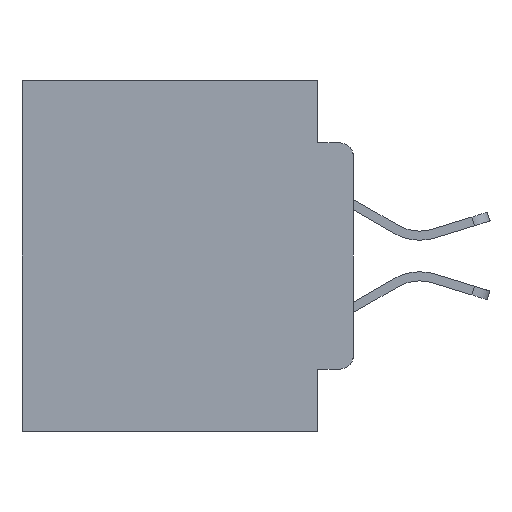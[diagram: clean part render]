
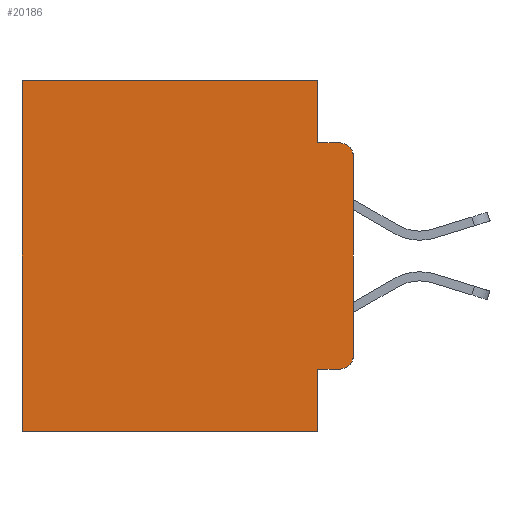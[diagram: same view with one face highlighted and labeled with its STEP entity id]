
A CAD part, left-side view. The second image highlights one B-rep face of the part: STEP entity #20186.
In plain terms, the highlighted planar face has unit normal (-1, 0, 0).
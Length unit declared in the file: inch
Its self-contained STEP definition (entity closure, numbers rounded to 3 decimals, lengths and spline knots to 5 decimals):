
#661 = ORIENTED_EDGE ( 'NONE', *, *, #12356, .T. ) ;
#1533 = LINE ( 'NONE', #6756, #22898 ) ;
#1842 = VERTEX_POINT ( 'NONE', #8497 ) ;
#1878 = ORIENTED_EDGE ( 'NONE', *, *, #8442, .T. ) ;
#2297 = CARTESIAN_POINT ( 'NONE',  ( 0.298, 0.051, -0.0885 ) ) ;
#2483 = CARTESIAN_POINT ( 'NONE',  ( 0.298, 0.02, -0.3915 ) ) ;
#3032 = EDGE_CURVE ( 'NONE', #1842, #9503, #22862, .T. ) ;
#3141 = FACE_OUTER_BOUND ( 'NONE', #16346, .T. ) ;
#3373 = EDGE_CURVE ( 'NONE', #19802, #6912, #20859, .T. ) ;
#3661 = VERTEX_POINT ( 'NONE', #22023 ) ;
#3811 = CARTESIAN_POINT ( 'NONE',  ( 0.298, 0.051, -0.5 ) ) ;
#3863 = LINE ( 'NONE', #14363, #20018 ) ;
#4304 = LINE ( 'NONE', #11920, #18518 ) ;
#4350 = DIRECTION ( 'NONE',  ( 0., 0., -1. ) ) ;
#4612 = CARTESIAN_POINT ( 'NONE',  ( 0.298, 0.051, -0.4115 ) ) ;
#4755 = CARTESIAN_POINT ( 'NONE',  ( 0.298, 0.051, 0. ) ) ;
#4990 = DIRECTION ( 'NONE',  ( 1., 0., 0. ) ) ;
#5402 = ORIENTED_EDGE ( 'NONE', *, *, #15848, .F. ) ;
#5403 = VECTOR ( 'NONE', #6658, 39.37008 ) ;
#5601 = VECTOR ( 'NONE', #15193, 39.37008 ) ;
#5804 = CARTESIAN_POINT ( 'NONE',  ( 0.298, 0.473, 0. ) ) ;
#6137 = EDGE_CURVE ( 'NONE', #22098, #19802, #13538, .T. ) ;
#6564 = CARTESIAN_POINT ( 'NONE',  ( 0.298, 0., 0. ) ) ;
#6658 = DIRECTION ( 'NONE',  ( 0., 1., 0. ) ) ;
#6756 = CARTESIAN_POINT ( 'NONE',  ( 0.298, 0.473, 0. ) ) ;
#6875 = LINE ( 'NONE', #6564, #25252 ) ;
#6912 = VERTEX_POINT ( 'NONE', #20306 ) ;
#7065 = CIRCLE ( 'NONE', #8205, 0.02 ) ;
#8032 = DIRECTION ( 'NONE',  ( 0., -1., 0. ) ) ;
#8205 = AXIS2_PLACEMENT_3D ( 'NONE', #2483, #15489, #23452 ) ;
#8442 = EDGE_CURVE ( 'NONE', #9503, #6912, #1533, .T. ) ;
#8497 = CARTESIAN_POINT ( 'NONE',  ( 0.298, 0.051, 0. ) ) ;
#9034 = DIRECTION ( 'NONE',  ( 0., 0., -1. ) ) ;
#9503 = VERTEX_POINT ( 'NONE', #5804 ) ;
#9643 = CIRCLE ( 'NONE', #21248, 0.02 ) ;
#9655 = ORIENTED_EDGE ( 'NONE', *, *, #3032, .T. ) ;
#10035 = ORIENTED_EDGE ( 'NONE', *, *, #23869, .F. ) ;
#10586 = DIRECTION ( 'NONE',  ( 0., 0., -1. ) ) ;
#11698 = VECTOR ( 'NONE', #22456, 39.37008 ) ;
#11920 = CARTESIAN_POINT ( 'NONE',  ( 0.298, 0.051, -0.0885 ) ) ;
#12114 = CARTESIAN_POINT ( 'NONE',  ( 0.298, 0.051, -0.4115 ) ) ;
#12185 = CARTESIAN_POINT ( 'NONE',  ( 0.298, 0., 0. ) ) ;
#12356 = EDGE_CURVE ( 'NONE', #22098, #21256, #24547, .T. ) ;
#13170 = AXIS2_PLACEMENT_3D ( 'NONE', #13586, #4990, #26122 ) ;
#13408 = VECTOR ( 'NONE', #8032, 39.37008 ) ;
#13457 = EDGE_CURVE ( 'NONE', #21256, #22170, #7065, .T. ) ;
#13538 = LINE ( 'NONE', #4755, #5601 ) ;
#13586 = CARTESIAN_POINT ( 'NONE',  ( 0.298, 0., 0. ) ) ;
#13734 = DIRECTION ( 'NONE',  ( -1., 0., 0. ) ) ;
#13872 = ORIENTED_EDGE ( 'NONE', *, *, #6137, .F. ) ;
#14363 = CARTESIAN_POINT ( 'NONE',  ( 0.298, 0.051, 0. ) ) ;
#15193 = DIRECTION ( 'NONE',  ( 0., 0., -1. ) ) ;
#15326 = CARTESIAN_POINT ( 'NONE',  ( 0.298, 0., -0.3915 ) ) ;
#15489 = DIRECTION ( 'NONE',  ( -1., 0., 0. ) ) ;
#15848 = EDGE_CURVE ( 'NONE', #20609, #18205, #4304, .T. ) ;
#16010 = DIRECTION ( 'NONE',  ( 0., -1., 0. ) ) ;
#16346 = EDGE_LOOP ( 'NONE', ( #26209, #18212, #5402, #10035, #9655, #1878, #21268, #13872, #661, #18309 ) ) ;
#18091 = EDGE_CURVE ( 'NONE', #3661, #22170, #6875, .T. ) ;
#18205 = VERTEX_POINT ( 'NONE', #21932 ) ;
#18212 = ORIENTED_EDGE ( 'NONE', *, *, #21093, .T. ) ;
#18309 = ORIENTED_EDGE ( 'NONE', *, *, #13457, .T. ) ;
#18518 = VECTOR ( 'NONE', #16010, 39.37008 ) ;
#19633 = PLANE ( 'NONE',  #13170 ) ;
#19802 = VERTEX_POINT ( 'NONE', #3811 ) ;
#20018 = VECTOR ( 'NONE', #10586, 39.37008 ) ;
#20149 = CARTESIAN_POINT ( 'NONE',  ( 0.298, 0.02, -0.1085 ) ) ;
#20186 = ADVANCED_FACE ( 'NONE', ( #3141 ), #19633, .F. ) ;
#20306 = CARTESIAN_POINT ( 'NONE',  ( 0.298, 0.473, -0.5 ) ) ;
#20609 = VERTEX_POINT ( 'NONE', #2297 ) ;
#20859 = LINE ( 'NONE', #21206, #5403 ) ;
#21093 = EDGE_CURVE ( 'NONE', #3661, #18205, #9643, .T. ) ;
#21206 = CARTESIAN_POINT ( 'NONE',  ( 0.298, 0., -0.5 ) ) ;
#21248 = AXIS2_PLACEMENT_3D ( 'NONE', #20149, #13734, #26449 ) ;
#21256 = VERTEX_POINT ( 'NONE', #24697 ) ;
#21268 = ORIENTED_EDGE ( 'NONE', *, *, #3373, .F. ) ;
#21932 = CARTESIAN_POINT ( 'NONE',  ( 0.298, 0.02, -0.0885 ) ) ;
#22023 = CARTESIAN_POINT ( 'NONE',  ( 0.298, 0., -0.1085 ) ) ;
#22098 = VERTEX_POINT ( 'NONE', #4612 ) ;
#22170 = VERTEX_POINT ( 'NONE', #15326 ) ;
#22456 = DIRECTION ( 'NONE',  ( 0., 1., 0. ) ) ;
#22862 = LINE ( 'NONE', #12185, #11698 ) ;
#22898 = VECTOR ( 'NONE', #4350, 39.37008 ) ;
#23452 = DIRECTION ( 'NONE',  ( 0., 0., -1. ) ) ;
#23869 = EDGE_CURVE ( 'NONE', #1842, #20609, #3863, .T. ) ;
#24547 = LINE ( 'NONE', #12114, #13408 ) ;
#24697 = CARTESIAN_POINT ( 'NONE',  ( 0.298, 0.02, -0.4115 ) ) ;
#25252 = VECTOR ( 'NONE', #9034, 39.37008 ) ;
#26122 = DIRECTION ( 'NONE',  ( 0., 0., -1. ) ) ;
#26209 = ORIENTED_EDGE ( 'NONE', *, *, #18091, .F. ) ;
#26449 = DIRECTION ( 'NONE',  ( 0., 0., -1. ) ) ;
